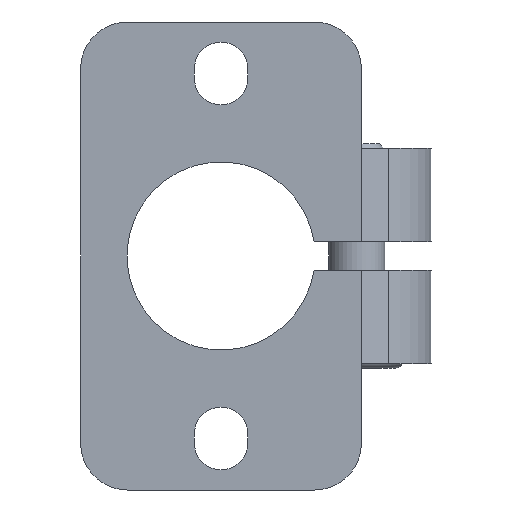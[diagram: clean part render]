
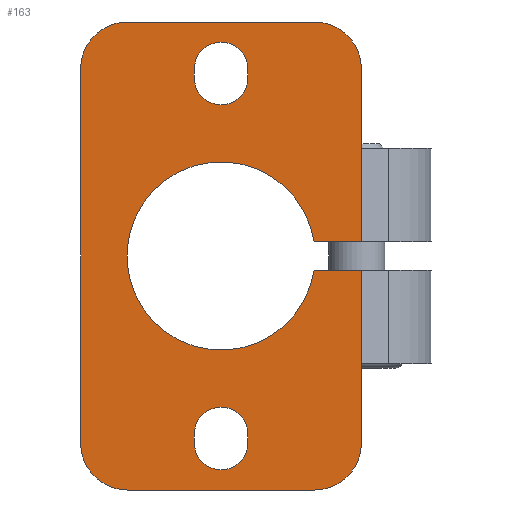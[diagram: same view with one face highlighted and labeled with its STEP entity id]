
A CAD part, front view. The second image highlights one B-rep face of the part: STEP entity #163.
In plain terms, the highlighted planar face has unit normal (0, -1, 0).
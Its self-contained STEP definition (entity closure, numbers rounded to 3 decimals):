
#163 = ADVANCED_FACE( '', ( #385, #386, #387 ), #388, .F. );
#385 = FACE_BOUND( '', #672, .T. );
#386 = FACE_BOUND( '', #673, .T. );
#387 = FACE_OUTER_BOUND( '', #674, .T. );
#388 = PLANE( '', #675 );
#672 = EDGE_LOOP( '', ( #1100, #1101, #1102, #1103 ) );
#673 = EDGE_LOOP( '', ( #1104, #1105, #1106, #1107 ) );
#674 = EDGE_LOOP( '', ( #1108, #1109, #1110, #1111, #1112, #1113, #1114, #1115, #1116, #1117, #1118, #1119 ) );
#675 = AXIS2_PLACEMENT_3D( '', #1120, #1121, #1122 );
#1100 = ORIENTED_EDGE( '', *, *, #1760, .T. );
#1101 = ORIENTED_EDGE( '', *, *, #1761, .T. );
#1102 = ORIENTED_EDGE( '', *, *, #1762, .T. );
#1103 = ORIENTED_EDGE( '', *, *, #1763, .T. );
#1104 = ORIENTED_EDGE( '', *, *, #1620, .T. );
#1105 = ORIENTED_EDGE( '', *, *, #1764, .T. );
#1106 = ORIENTED_EDGE( '', *, *, #1765, .T. );
#1107 = ORIENTED_EDGE( '', *, *, #1766, .T. );
#1108 = ORIENTED_EDGE( '', *, *, #1767, .T. );
#1109 = ORIENTED_EDGE( '', *, *, #1768, .T. );
#1110 = ORIENTED_EDGE( '', *, *, #1769, .T. );
#1111 = ORIENTED_EDGE( '', *, *, #1649, .F. );
#1112 = ORIENTED_EDGE( '', *, *, #1770, .F. );
#1113 = ORIENTED_EDGE( '', *, *, #1771, .F. );
#1114 = ORIENTED_EDGE( '', *, *, #1670, .F. );
#1115 = ORIENTED_EDGE( '', *, *, #1751, .F. );
#1116 = ORIENTED_EDGE( '', *, *, #1665, .F. );
#1117 = ORIENTED_EDGE( '', *, *, #1772, .F. );
#1118 = ORIENTED_EDGE( '', *, *, #1773, .F. );
#1119 = ORIENTED_EDGE( '', *, *, #1774, .F. );
#1120 = CARTESIAN_POINT( '', ( -10., 0., 20. ) );
#1121 = DIRECTION( '', ( 0., 1., 0. ) );
#1122 = DIRECTION( '', ( 0., 0., 1. ) );
#1620 = EDGE_CURVE( '', #1913, #1914, #1915, .T. );
#1649 = EDGE_CURVE( '', #1965, #1961, #1967, .T. );
#1665 = EDGE_CURVE( '', #1993, #1994, #1995, .T. );
#1670 = EDGE_CURVE( '', #2002, #2003, #2004, .T. );
#1751 = EDGE_CURVE( '', #1994, #2002, #2142, .T. );
#1760 = EDGE_CURVE( '', #2155, #2156, #2157, .T. );
#1761 = EDGE_CURVE( '', #2156, #2158, #2159, .T. );
#1762 = EDGE_CURVE( '', #2158, #2160, #2161, .T. );
#1763 = EDGE_CURVE( '', #2160, #2155, #2162, .T. );
#1764 = EDGE_CURVE( '', #1914, #2163, #2164, .T. );
#1765 = EDGE_CURVE( '', #2163, #2165, #2166, .T. );
#1766 = EDGE_CURVE( '', #2165, #1913, #2167, .T. );
#1767 = EDGE_CURVE( '', #2168, #2169, #2170, .T. );
#1768 = EDGE_CURVE( '', #2169, #2171, #2172, .T. );
#1769 = EDGE_CURVE( '', #2171, #1961, #2173, .T. );
#1770 = EDGE_CURVE( '', #2174, #1965, #2175, .T. );
#1771 = EDGE_CURVE( '', #2003, #2174, #2176, .T. );
#1772 = EDGE_CURVE( '', #2177, #1993, #2178, .T. );
#1773 = EDGE_CURVE( '', #2179, #2177, #2180, .T. );
#1774 = EDGE_CURVE( '', #2168, #2179, #2181, .T. );
#1913 = VERTEX_POINT( '', #2350 );
#1914 = VERTEX_POINT( '', #2351 );
#1915 = CIRCLE( '', #2352, 2.85 );
#1961 = VERTEX_POINT( '', #2414 );
#1965 = VERTEX_POINT( '', #2420 );
#1967 = LINE( '', #2423, #2424 );
#1993 = VERTEX_POINT( '', #2454 );
#1994 = VERTEX_POINT( '', #2455 );
#1995 = CIRCLE( '', #2456, 5. );
#2002 = VERTEX_POINT( '', #2465 );
#2003 = VERTEX_POINT( '', #2466 );
#2004 = CIRCLE( '', #2467, 5. );
#2142 = LINE( '', #2658, #2659 );
#2155 = VERTEX_POINT( '', #2675 );
#2156 = VERTEX_POINT( '', #2676 );
#2157 = LINE( '', #2677, #2678 );
#2158 = VERTEX_POINT( '', #2679 );
#2159 = CIRCLE( '', #2680, 2.85 );
#2160 = VERTEX_POINT( '', #2681 );
#2161 = LINE( '', #2682, #2683 );
#2162 = CIRCLE( '', #2684, 2.85 );
#2163 = VERTEX_POINT( '', #2685 );
#2164 = LINE( '', #2686, #2687 );
#2165 = VERTEX_POINT( '', #2688 );
#2166 = CIRCLE( '', #2689, 2.85 );
#2167 = LINE( '', #2690, #2691 );
#2168 = VERTEX_POINT( '', #2692 );
#2169 = VERTEX_POINT( '', #2693 );
#2170 = LINE( '', #2694, #2695 );
#2171 = VERTEX_POINT( '', #2696 );
#2172 = CIRCLE( '', #2697, 10.05 );
#2173 = LINE( '', #2698, #2699 );
#2174 = VERTEX_POINT( '', #2700 );
#2175 = CIRCLE( '', #2701, 5. );
#2176 = LINE( '', #2702, #2703 );
#2177 = VERTEX_POINT( '', #2704 );
#2178 = LINE( '', #2705, #2706 );
#2179 = VERTEX_POINT( '', #2707 );
#2180 = CIRCLE( '', #2708, 5. );
#2181 = LINE( '', #2709, #2710 );
#2350 = CARTESIAN_POINT( '', ( 2.85, 0., 19. ) );
#2351 = CARTESIAN_POINT( '', ( -2.85, 0., 19. ) );
#2352 = AXIS2_PLACEMENT_3D( '', #3072, #3073, #3074 );
#2414 = CARTESIAN_POINT( '', ( 15., 0., 1.5 ) );
#2420 = CARTESIAN_POINT( '', ( 15., 0., 20. ) );
#2423 = CARTESIAN_POINT( '', ( 15., 0., 20. ) );
#2424 = VECTOR( '', #3106, 1000. );
#2454 = CARTESIAN_POINT( '', ( -10., 0., -25. ) );
#2455 = CARTESIAN_POINT( '', ( -15., 0., -20. ) );
#2456 = AXIS2_PLACEMENT_3D( '', #3129, #3130, #3131 );
#2465 = CARTESIAN_POINT( '', ( -15., 0., 20. ) );
#2466 = CARTESIAN_POINT( '', ( -10., 0., 25. ) );
#2467 = AXIS2_PLACEMENT_3D( '', #3137, #3138, #3139 );
#2658 = CARTESIAN_POINT( '', ( -15., 0., -20. ) );
#2659 = VECTOR( '', #3235, 1000. );
#2675 = CARTESIAN_POINT( '', ( -2.85, 0., -20. ) );
#2676 = CARTESIAN_POINT( '', ( -2.85, 0., -19. ) );
#2677 = CARTESIAN_POINT( '', ( -2.85, 0., -20. ) );
#2678 = VECTOR( '', #3245, 1000. );
#2679 = CARTESIAN_POINT( '', ( 2.85, 0., -19. ) );
#2680 = AXIS2_PLACEMENT_3D( '', #3246, #3247, #3248 );
#2681 = CARTESIAN_POINT( '', ( 2.85, 0., -20. ) );
#2682 = CARTESIAN_POINT( '', ( 2.85, 0., -19. ) );
#2683 = VECTOR( '', #3249, 1000. );
#2684 = AXIS2_PLACEMENT_3D( '', #3250, #3251, #3252 );
#2685 = CARTESIAN_POINT( '', ( -2.85, 0., 20. ) );
#2686 = CARTESIAN_POINT( '', ( -2.85, 0., 19. ) );
#2687 = VECTOR( '', #3253, 1000. );
#2688 = CARTESIAN_POINT( '', ( 2.85, 0., 20. ) );
#2689 = AXIS2_PLACEMENT_3D( '', #3254, #3255, #3256 );
#2690 = CARTESIAN_POINT( '', ( 2.85, 0., 20. ) );
#2691 = VECTOR( '', #3257, 1000. );
#2692 = CARTESIAN_POINT( '', ( 15., 0., -1.5 ) );
#2693 = CARTESIAN_POINT( '', ( 9.937, 0., -1.5 ) );
#2694 = CARTESIAN_POINT( '', ( 32., 0., -1.5 ) );
#2695 = VECTOR( '', #3258, 1000. );
#2696 = CARTESIAN_POINT( '', ( 9.937, 0., 1.5 ) );
#2697 = AXIS2_PLACEMENT_3D( '', #3259, #3260, #3261 );
#2698 = CARTESIAN_POINT( '', ( 9.937, 0., 1.5 ) );
#2699 = VECTOR( '', #3262, 1000. );
#2700 = CARTESIAN_POINT( '', ( 10., 0., 25. ) );
#2701 = AXIS2_PLACEMENT_3D( '', #3263, #3264, #3265 );
#2702 = CARTESIAN_POINT( '', ( -10., 0., 25. ) );
#2703 = VECTOR( '', #3266, 1000. );
#2704 = CARTESIAN_POINT( '', ( 10., 0., -25. ) );
#2705 = CARTESIAN_POINT( '', ( 10., 0., -25. ) );
#2706 = VECTOR( '', #3267, 1000. );
#2707 = CARTESIAN_POINT( '', ( 15., 0., -20. ) );
#2708 = AXIS2_PLACEMENT_3D( '', #3268, #3269, #3270 );
#2709 = CARTESIAN_POINT( '', ( 15., 0., 20. ) );
#2710 = VECTOR( '', #3271, 1000. );
#3072 = CARTESIAN_POINT( '', ( 0., 0., 19. ) );
#3073 = DIRECTION( '', ( 0., 1., 0. ) );
#3074 = DIRECTION( '', ( 1., 0., 0. ) );
#3106 = DIRECTION( '', ( 0., 0., -1. ) );
#3129 = CARTESIAN_POINT( '', ( -10., 0., -20. ) );
#3130 = DIRECTION( '', ( 0., 1., 0. ) );
#3131 = DIRECTION( '', ( 1., 0., 0. ) );
#3137 = CARTESIAN_POINT( '', ( -10., 0., 20. ) );
#3138 = DIRECTION( '', ( 0., 1., 0. ) );
#3139 = DIRECTION( '', ( 1., 0., 0. ) );
#3235 = DIRECTION( '', ( 0., 0., 1. ) );
#3245 = DIRECTION( '', ( 0., 0., 1. ) );
#3246 = CARTESIAN_POINT( '', ( 0., 0., -19. ) );
#3247 = DIRECTION( '', ( 0., 1., 0. ) );
#3248 = DIRECTION( '', ( 1., 0., 0. ) );
#3249 = DIRECTION( '', ( 0., 0., -1. ) );
#3250 = CARTESIAN_POINT( '', ( 0., 0., -20. ) );
#3251 = DIRECTION( '', ( 0., 1., 0. ) );
#3252 = DIRECTION( '', ( 1., 0., 0. ) );
#3253 = DIRECTION( '', ( 0., 0., 1. ) );
#3254 = CARTESIAN_POINT( '', ( 0., 0., 20. ) );
#3255 = DIRECTION( '', ( 0., 1., 0. ) );
#3256 = DIRECTION( '', ( 1., 0., 0. ) );
#3257 = DIRECTION( '', ( 0., 0., -1. ) );
#3258 = DIRECTION( '', ( -1., 0., 0. ) );
#3259 = CARTESIAN_POINT( '', ( 0., 0., 0. ) );
#3260 = DIRECTION( '', ( 0., 1., 0. ) );
#3261 = DIRECTION( '', ( 1., 0., 0. ) );
#3262 = DIRECTION( '', ( 1., 0., 0. ) );
#3263 = CARTESIAN_POINT( '', ( 10., 0., 20. ) );
#3264 = DIRECTION( '', ( 0., 1., 0. ) );
#3265 = DIRECTION( '', ( 1., 0., 0. ) );
#3266 = DIRECTION( '', ( 1., 0., 0. ) );
#3267 = DIRECTION( '', ( -1., 0., 0. ) );
#3268 = CARTESIAN_POINT( '', ( 10., 0., -20. ) );
#3269 = DIRECTION( '', ( 0., 1., 0. ) );
#3270 = DIRECTION( '', ( 1., 0., 0. ) );
#3271 = DIRECTION( '', ( 0., 0., -1. ) );
